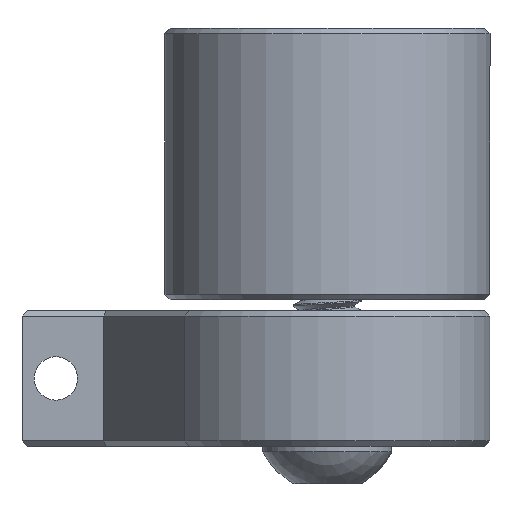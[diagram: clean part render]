
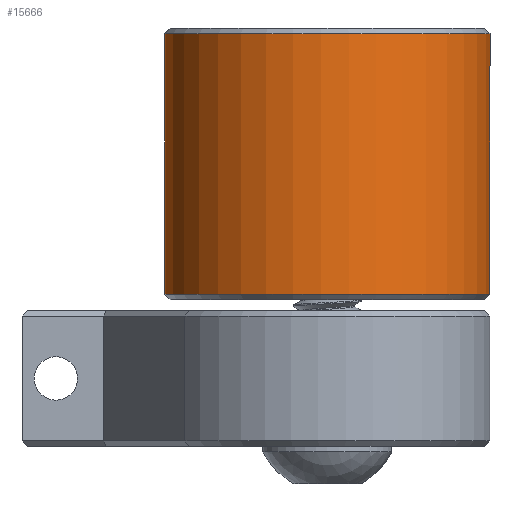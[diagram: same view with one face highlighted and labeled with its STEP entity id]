
A CAD part, left-side view. The second image highlights one B-rep face of the part: STEP entity #15666.
In plain terms, the highlighted cylindrical face has radius 12 mm (diameter 24 mm), a partial arc.
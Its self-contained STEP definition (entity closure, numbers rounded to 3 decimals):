
#11=ELLIPSE('',#17031,20.921,12.);
#12=ELLIPSE('',#17043,20.921,12.);
#2109=LINE('',#27681,#2763);
#2763=VECTOR('',#19692,10.);
#3175=CYLINDRICAL_SURFACE('',#17041,12.);
#3718=FACE_OUTER_BOUND('',#4714,.T.);
#4714=EDGE_LOOP('',(#12047,#12048,#12049,#12050,#12051));
#5677=CIRCLE('',#17035,12.);
#5679=CIRCLE('',#17042,12.);
#6794=VERTEX_POINT('',#27640);
#6795=VERTEX_POINT('',#27644);
#6796=VERTEX_POINT('',#27650);
#6804=VERTEX_POINT('',#27680);
#6805=VERTEX_POINT('',#27682);
#8711=EDGE_CURVE('',#6795,#6794,#11,.T.);
#8713=EDGE_CURVE('',#6796,#6794,#5677,.T.);
#8727=EDGE_CURVE('',#6804,#6796,#2109,.T.);
#8728=EDGE_CURVE('',#6805,#6804,#5679,.T.);
#8729=EDGE_CURVE('',#6805,#6795,#12,.T.);
#12047=ORIENTED_EDGE('',*,*,#8713,.F.);
#12048=ORIENTED_EDGE('',*,*,#8727,.F.);
#12049=ORIENTED_EDGE('',*,*,#8728,.F.);
#12050=ORIENTED_EDGE('',*,*,#8729,.T.);
#12051=ORIENTED_EDGE('',*,*,#8711,.T.);
#15666=ADVANCED_FACE('',(#3718),#3175,.T.);
#17031=AXIS2_PLACEMENT_3D('',#27645,#19658,#19659);
#17035=AXIS2_PLACEMENT_3D('',#27651,#19667,#19668);
#17041=AXIS2_PLACEMENT_3D('',#27679,#19690,#19691);
#17042=AXIS2_PLACEMENT_3D('',#27683,#19693,#19694);
#17043=AXIS2_PLACEMENT_3D('',#27684,#19695,#19696);
#19658=DIRECTION('center_axis',(0.,-0.819,0.574));
#19659=DIRECTION('ref_axis',(0.,0.574,0.819));
#19667=DIRECTION('center_axis',(0.,0.,1.));
#19668=DIRECTION('ref_axis',(-1.,0.,0.));
#19690=DIRECTION('center_axis',(0.,0.,1.));
#19691=DIRECTION('ref_axis',(-0.954,-0.3,0.));
#19692=DIRECTION('',(0.,0.,1.));
#19693=DIRECTION('center_axis',(0.,0.,-1.));
#19694=DIRECTION('ref_axis',(-1.,0.,0.));
#19695=DIRECTION('center_axis',(0.,-0.819,
-0.574));
#19696=DIRECTION('ref_axis',(0.,0.574,-0.819));
#27640=CARTESIAN_POINT('',(11.975,-0.78,45.6));
#27644=CARTESIAN_POINT('',(9.366,-7.502,36.));
#27645=CARTESIAN_POINT('Origin',(0.,0.,46.714));
#27650=CARTESIAN_POINT('',(9.367,7.5,45.6));
#27651=CARTESIAN_POINT('Origin',(0.,0.,45.6));
#27679=CARTESIAN_POINT('Origin',(0.,0.,26.));
#27680=CARTESIAN_POINT('',(9.367,7.5,26.4));
#27681=CARTESIAN_POINT('',(9.367,7.5,26.));
#27682=CARTESIAN_POINT('',(11.975,-0.78,26.4));
#27683=CARTESIAN_POINT('Origin',(0.,0.,26.4));
#27684=CARTESIAN_POINT('Origin',(0.,0.,25.286));
